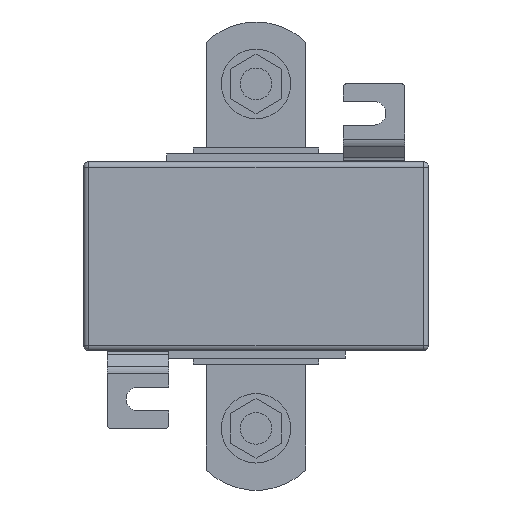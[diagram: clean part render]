
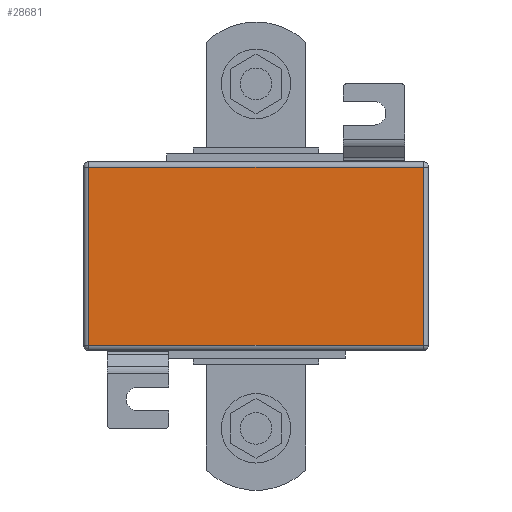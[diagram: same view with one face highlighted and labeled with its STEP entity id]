
A CAD part, front view. The second image highlights one B-rep face of the part: STEP entity #28681.
In plain terms, the highlighted planar face has unit normal (0, -1, 0).
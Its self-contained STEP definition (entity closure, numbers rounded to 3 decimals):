
#369 = EDGE_CURVE ( 'NONE', #29113, #19871, #7586, .T. ) ;
#1088 = ORIENTED_EDGE ( 'NONE', *, *, #369, .T. ) ;
#2038 = EDGE_CURVE ( 'NONE', #7517, #29113, #26835, .T. ) ;
#4450 = DIRECTION ( 'NONE',  ( 1., 0., 0. ) ) ;
#5623 = DIRECTION ( 'NONE',  ( 0., 1., 0. ) ) ;
#6329 = DIRECTION ( 'NONE',  ( 0., 0., 1. ) ) ;
#6731 = CARTESIAN_POINT ( 'NONE',  ( -42.2, -43.5, 22.45 ) ) ;
#6805 = EDGE_LOOP ( 'NONE', ( #12594, #1088, #30635, #16610 ) ) ;
#7517 = VERTEX_POINT ( 'NONE', #20425 ) ;
#7586 = LINE ( 'NONE', #20817, #20443 ) ;
#8069 = DIRECTION ( 'NONE',  ( 0., 0., -1. ) ) ;
#9862 = CARTESIAN_POINT ( 'NONE',  ( 42.2, -43.5, 22.45 ) ) ;
#11426 = VECTOR ( 'NONE', #8069, 1000. ) ;
#11791 = CARTESIAN_POINT ( 'NONE',  ( -43.5, -43.5, -22.45 ) ) ;
#12016 = AXIS2_PLACEMENT_3D ( 'NONE', #12984, #5623, #22498 ) ;
#12594 = ORIENTED_EDGE ( 'NONE', *, *, #2038, .T. ) ;
#12984 = CARTESIAN_POINT ( 'NONE',  ( -43.5, -43.5, 23.75 ) ) ;
#14178 = DIRECTION ( 'NONE',  ( -1., 0., 0. ) ) ;
#16610 = ORIENTED_EDGE ( 'NONE', *, *, #25296, .T. ) ;
#17920 = LINE ( 'NONE', #24776, #11426 ) ;
#19110 = CARTESIAN_POINT ( 'NONE',  ( 42.2, -43.5, -22.45 ) ) ;
#19871 = VERTEX_POINT ( 'NONE', #9862 ) ;
#20180 = PLANE ( 'NONE',  #12016 ) ;
#20425 = CARTESIAN_POINT ( 'NONE',  ( -42.2, -43.5, -22.45 ) ) ;
#20443 = VECTOR ( 'NONE', #6329, 1000. ) ;
#20817 = CARTESIAN_POINT ( 'NONE',  ( 42.2, -43.5, 23.75 ) ) ;
#22498 = DIRECTION ( 'NONE',  ( 0., 0., 1. ) ) ;
#23563 = VECTOR ( 'NONE', #14178, 1000. ) ;
#24776 = CARTESIAN_POINT ( 'NONE',  ( -42.2, -43.5, 23.75 ) ) ;
#25296 = EDGE_CURVE ( 'NONE', #29659, #7517, #17920, .T. ) ;
#26115 = VECTOR ( 'NONE', #4450, 1000. ) ;
#26835 = LINE ( 'NONE', #11791, #26115 ) ;
#28366 = EDGE_CURVE ( 'NONE', #19871, #29659, #29024, .T. ) ;
#28681 = ADVANCED_FACE ( 'NONE', ( #29391 ), #20180, .F. ) ;
#29024 = LINE ( 'NONE', #30496, #23563 ) ;
#29113 = VERTEX_POINT ( 'NONE', #19110 ) ;
#29391 = FACE_OUTER_BOUND ( 'NONE', #6805, .T. ) ;
#29659 = VERTEX_POINT ( 'NONE', #6731 ) ;
#30496 = CARTESIAN_POINT ( 'NONE',  ( -43.5, -43.5, 22.45 ) ) ;
#30635 = ORIENTED_EDGE ( 'NONE', *, *, #28366, .T. ) ;
